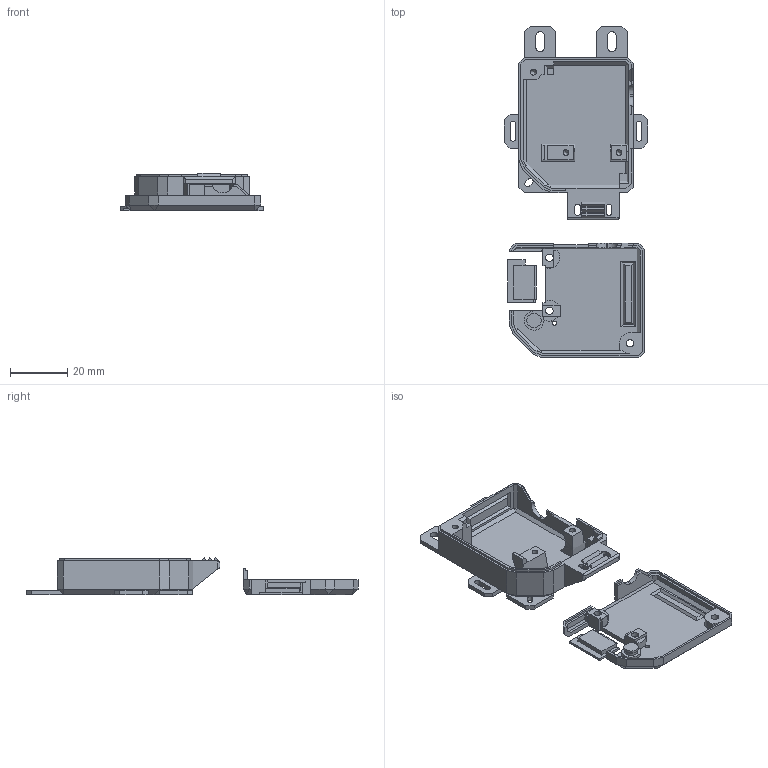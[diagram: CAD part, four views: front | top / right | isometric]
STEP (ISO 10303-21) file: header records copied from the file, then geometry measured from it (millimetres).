
FILE_DESCRIPTION(/* description */ (''),/* implementation_level */ '2;1');
FILE_NAME(/* name */ 'PB + bottom SB enclosure v1.0.step',/* time_stamp */ '2023-10-18T17:43:58-07:00',/* author */ (''),/* organization */ (''),/* preprocessor_version */ 'ST-DEVELOPER v20',/* originating_system */ 'Autodesk Translation Framework v12.14.0.127',/* authorisation */ '');
FILE_SCHEMA (('AUTOMOTIVE_DESIGN { 1 0 10303 214 3 1 1 }'));
Length unit declared in the file: millimetre
Products named in the file (4): PB + SB Case v51 for print export; Box bottom; Box top; Power hole cover
Assembly tree (3 placements, depth 2):
  PB + SB Case v51 for print export
    Box bottom
    Box top
    Power hole cover
Bounding box: 50 x 115.95 x 13.1 mm (x, y, z)
Volume: 10474.1 mm3; surface area: 14368.6 mm2
Topology: 4 solids, 4 shells, 595 faces, 1588 edges, 1023 vertices
Faces by surface type: plane 507, cylinder 44, bspline 35, cone 9
Full cylindrical faces by diameter (mm): 1.5 x1, 2.05 x3, 2.6 x3, 4 x3, 4.086 x1, 4.686 x1, 4.986 x1, 5.286 x1, 5.886 x1
Entity records: 18852 total; most frequent: CARTESIAN_POINT 4062, ORIENTED_EDGE 3170, DIRECTION 2742, EDGE_CURVE 1585, LINE 1404, VECTOR 1404, VERTEX_POINT 1023, AXIS2_PLACEMENT_3D 669
